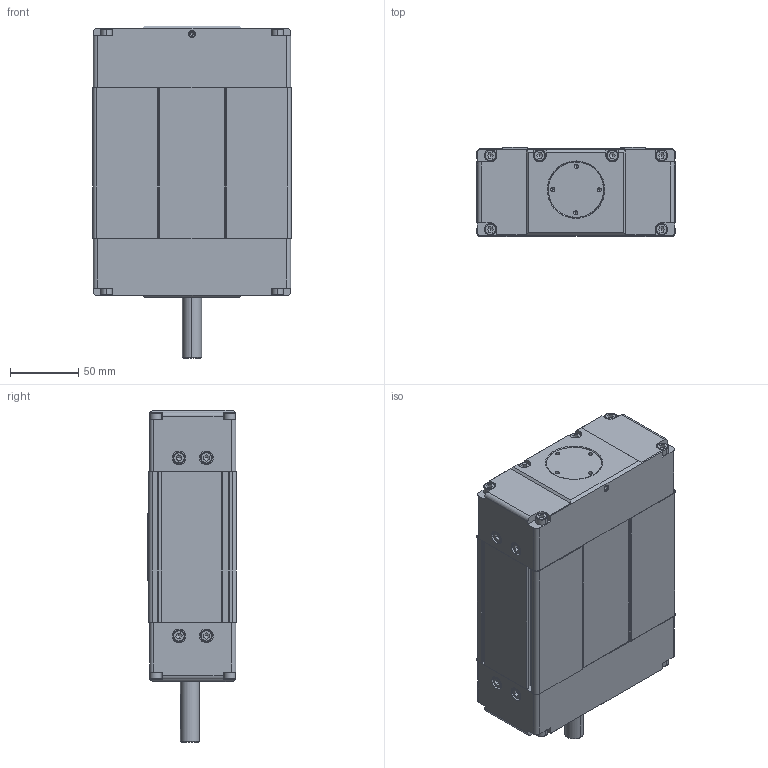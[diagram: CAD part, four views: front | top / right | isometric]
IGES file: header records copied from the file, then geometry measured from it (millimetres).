
Global section: file name: No Iges File Name specified; native system: Autodesk Inventor 2011; preprocessor: AutoDesk Inventor Iges Exporter R2011; author: user; date: 20101011.140322; units: millimetre
Bounding box: 145 x 65 x 242.5 mm (x, y, z)
Volume: 1760606.2 mm3; surface area: 172219.1 mm2
Topology: 5 solids, 7 shells, 675 faces, 1860 edges, 1210 vertices
Faces by surface type: plane 297, bspline 122, cylinder 104, revolution 98, torus 44, cone 10
